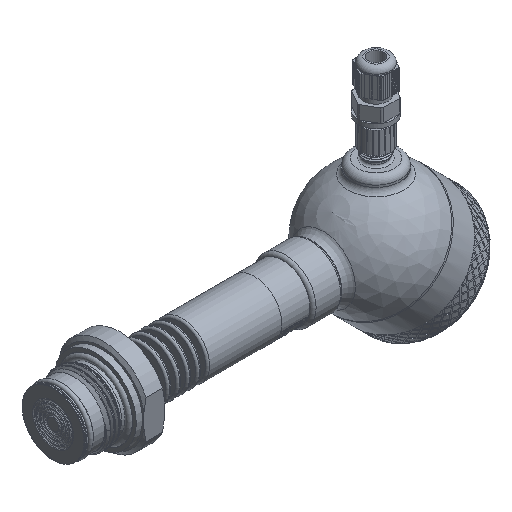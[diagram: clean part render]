
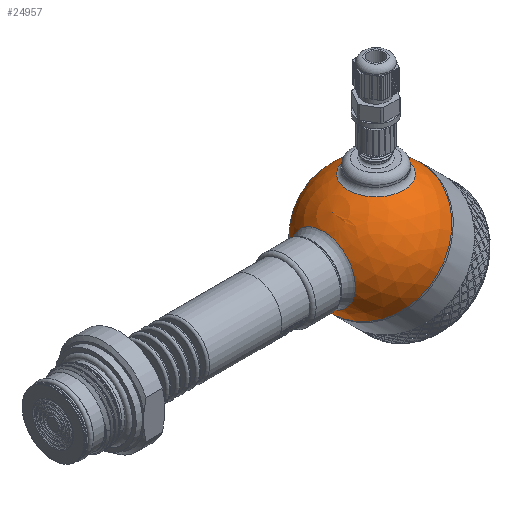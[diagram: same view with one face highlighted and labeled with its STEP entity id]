
A CAD part, isometric view. The second image highlights one B-rep face of the part: STEP entity #24957.
In plain terms, the highlighted spherical face has radius 30 mm.
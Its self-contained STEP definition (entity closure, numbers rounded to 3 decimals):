
#141=SPHERICAL_SURFACE('',#26400,30.);
#210=CIRCLE('',#26397,15.643);
#213=CIRCLE('',#26401,30.);
#214=CIRCLE('',#26402,30.);
#215=CIRCLE('',#26403,30.);
#216=CIRCLE('',#26404,13.5);
#1082=FACE_BOUND('',#5704,.T.);
#1083=FACE_BOUND('',#5705,.T.);
#4075=FACE_OUTER_BOUND('',#5703,.T.);
#5703=EDGE_LOOP('',(#18074,#18075,#18076,#18077));
#5704=EDGE_LOOP('',(#18078));
#5705=EDGE_LOOP('',(#18079));
#10392=VERTEX_POINT('',#39029);
#10394=VERTEX_POINT('',#39035);
#10395=VERTEX_POINT('',#39036);
#10396=VERTEX_POINT('',#39038);
#10397=VERTEX_POINT('',#39041);
#13294=EDGE_CURVE('',#10392,#10392,#210,.T.);
#13297=EDGE_CURVE('',#10394,#10395,#213,.T.);
#13298=EDGE_CURVE('',#10394,#10396,#214,.T.);
#13299=EDGE_CURVE('',#10395,#10394,#215,.T.);
#13300=EDGE_CURVE('',#10397,#10397,#216,.T.);
#18074=ORIENTED_EDGE('',*,*,#13297,.F.);
#18075=ORIENTED_EDGE('',*,*,#13298,.T.);
#18076=ORIENTED_EDGE('',*,*,#13298,.F.);
#18077=ORIENTED_EDGE('',*,*,#13299,.F.);
#18078=ORIENTED_EDGE('',*,*,#13294,.F.);
#18079=ORIENTED_EDGE('',*,*,#13300,.F.);
#24957=ADVANCED_FACE('',(#4075,#1082,#1083),#141,.T.);
#26397=AXIS2_PLACEMENT_3D('',#39030,#28026,#28027);
#26400=AXIS2_PLACEMENT_3D('',#39034,#28032,#28033);
#26401=AXIS2_PLACEMENT_3D('',#39037,#28034,#28035);
#26402=AXIS2_PLACEMENT_3D('',#39039,#28036,#28037);
#26403=AXIS2_PLACEMENT_3D('',#39040,#28038,#28039);
#26404=AXIS2_PLACEMENT_3D('',#39042,#28040,#28041);
#28026=DIRECTION('center_axis',(-0.707,0.,0.707));
#28027=DIRECTION('ref_axis',(0.707,0.,0.707));
#28032=DIRECTION('center_axis',(1.,0.,0.));
#28033=DIRECTION('ref_axis',(0.,-1.,0.));
#28034=DIRECTION('center_axis',(1.,0.,0.));
#28035=DIRECTION('ref_axis',(0.,1.,0.));
#28036=DIRECTION('center_axis',(0.,0.,1.));
#28037=DIRECTION('ref_axis',(0.,1.,0.));
#28038=DIRECTION('center_axis',(1.,0.,0.));
#28039=DIRECTION('ref_axis',(0.,1.,0.));
#28040=DIRECTION('center_axis',(-0.707,0.,-0.707));
#28041=DIRECTION('ref_axis',(-0.707,0.,0.707));
#39029=CARTESIAN_POINT('',(-29.162,0.,7.04));
#39030=CARTESIAN_POINT('Origin',(-18.101,0.,18.101));
#39034=CARTESIAN_POINT('Origin',(0.,0.,0.));
#39035=CARTESIAN_POINT('',(0.,30.,0.));
#39036=CARTESIAN_POINT('',(0.,-30.,0.));
#39037=CARTESIAN_POINT('Origin',(0.,0.,0.));
#39038=CARTESIAN_POINT('',(-30.,0.,0.));
#39039=CARTESIAN_POINT('Origin',(0.,0.,0.));
#39040=CARTESIAN_POINT('Origin',(0.,0.,0.));
#39041=CARTESIAN_POINT('',(-9.398,0.,-28.49));
#39042=CARTESIAN_POINT('Origin',(-18.944,0.,-18.944));
